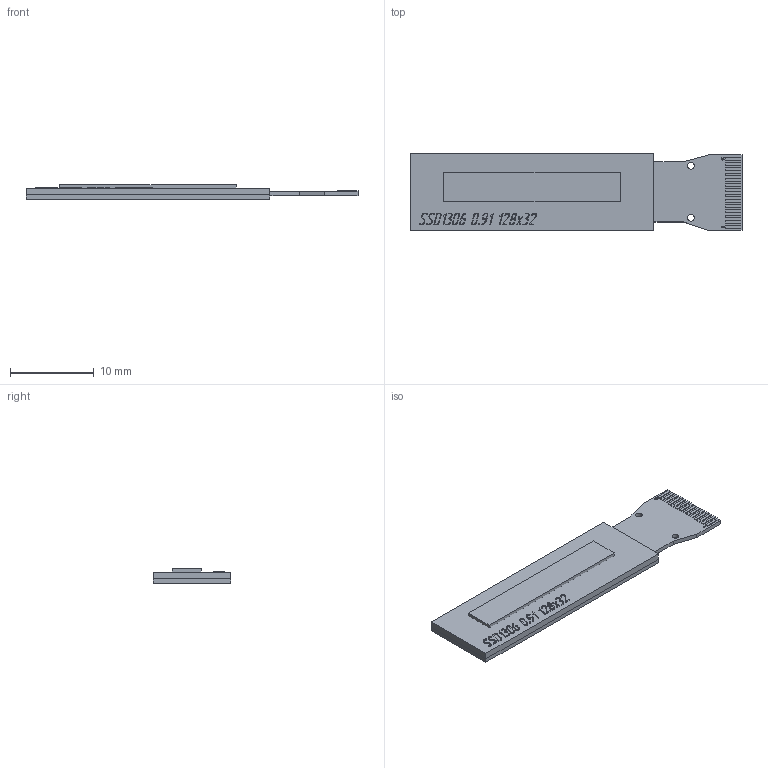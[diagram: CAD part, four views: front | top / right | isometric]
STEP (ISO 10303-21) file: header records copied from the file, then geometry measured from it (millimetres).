
FILE_DESCRIPTION(/* description */ (''),/* implementation_level */ '2;1');
FILE_NAME(/* name */ '861338ab-5cc3-41b4-aae3-040a62149ff8.stp',/* time_stamp */ '2023-02-28T07:30:26Z',/* author */ (''),/* organization */ (''),/* preprocessor_version */ 'ST-DEVELOPER v19.2',/* originating_system */ 'Autodesk Translation Framework v11.17.0.187',/* authorisation */ '');
FILE_SCHEMA (('AUTOMOTIVE_DESIGN { 1 0 10303 214 3 1 1 }'));
Length unit declared in the file: millimetre
Products named in the file (2): OLED; Component1
Assembly tree (1 placements, depth 2):
  OLED
    Component1
Bounding box: 39.6 x 9.2 x 1.7 mm (x, y, z)
Volume: 428.4 mm3; surface area: 1553.3 mm2
Topology: 21 solids, 21 shells, 1114 faces, 3207 edges, 2138 vertices
Faces by surface type: plane 722, cylinder 392
Full cylindrical faces by diameter (mm): 0.8 x2
Entity records: 37742 total; most frequent: CARTESIAN_POINT 6462, ORIENTED_EDGE 6414, DIRECTION 6225, EDGE_CURVE 3207, LINE 2423, VECTOR 2423, VERTEX_POINT 2138, AXIS2_PLACEMENT_3D 1901
